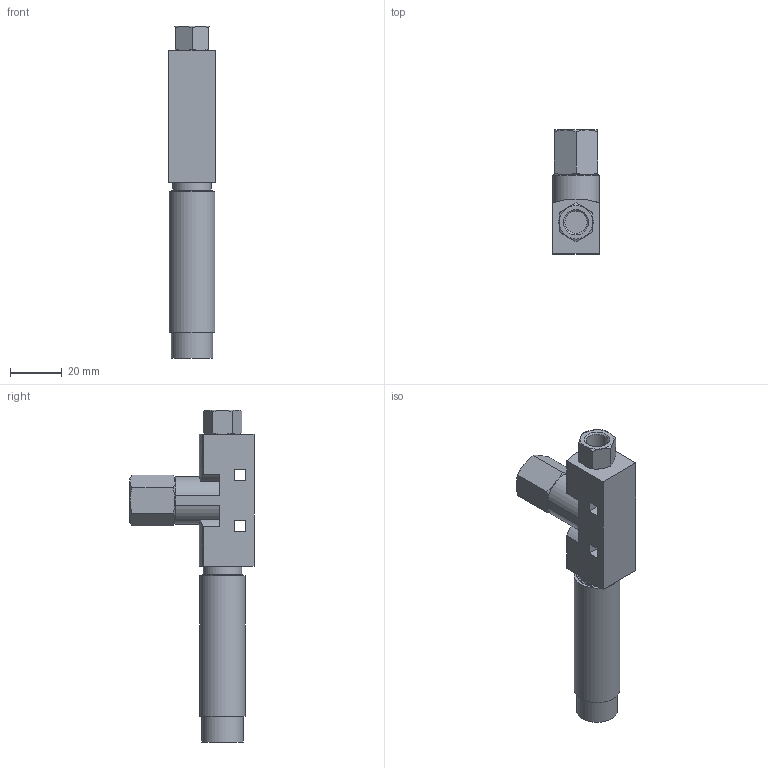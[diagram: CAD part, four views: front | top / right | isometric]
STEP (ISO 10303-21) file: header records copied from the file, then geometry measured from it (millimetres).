
FILE_DESCRIPTION(/* description */ ('STEP AP214'),/* implementation_level */ '2;1');
FILE_NAME(/* name */ '547708_VN-14-L-T4-PI4-VI5-RO2',/* time_stamp */ '2024-09-17T00:41:30+02:00',/* author */ ('License CC BY-ND 4.0'),/* organization */ ('CADENAS'),/* preprocessor_version */ 'ST-DEVELOPER v19.3',/* originating_system */ 'PARTsolutions',/* authorisation */ ' ');
FILE_SCHEMA (('AUTOMOTIVE_DESIGN {1 0 10303 214 3 1 1}'));
Length unit declared in the file: millimetre
Products named in the file (1): 547708 VN-14-L-T4-PI4-VI5-RO2
Bounding box: 18 x 48.15 x 128.9 mm (x, y, z)
Volume: 40247.6 mm3; surface area: 12589.5 mm2
Topology: 1 solids, 1 shells, 91 faces, 222 edges, 142 vertices
Faces by surface type: plane 49, cylinder 21, cone 18, torus 3
Full cylindrical faces by diameter (mm): 8.566 x1, 9.5 x1, 11.445 x1, 15 x1, 16 x2, 17.8 x1
Entity records: 3309 total; most frequent: CARTESIAN_POINT 646, ORIENTED_EDGE 406, DIRECTION 390, EDGE_CURVE 203, AXIS2_PLACEMENT_3D 155, VERTEX_POINT 139, EDGE_LOOP 120, FACE_BOUND 120
